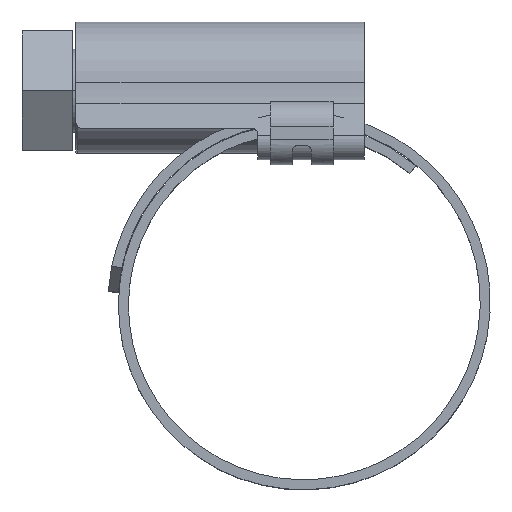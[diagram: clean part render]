
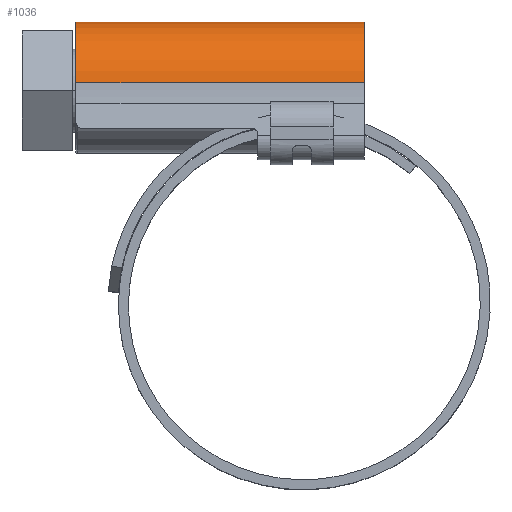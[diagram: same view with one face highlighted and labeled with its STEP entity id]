
A CAD part, top view. The second image highlights one B-rep face of the part: STEP entity #1036.
In plain terms, the highlighted cylindrical face has radius 5.5 mm (diameter 11 mm), a partial arc.
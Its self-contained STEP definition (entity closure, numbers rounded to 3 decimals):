
#46 = DIRECTION ( 'NONE',  ( 0., 0., 1. ) ) ;
#142 = VECTOR ( 'NONE', #1757, 1000. ) ;
#368 = LINE ( 'NONE', #1890, #797 ) ;
#375 = VERTEX_POINT ( 'NONE', #1903 ) ;
#409 = CYLINDRICAL_SURFACE ( 'NONE', #3068, 5.5 ) ;
#618 = DIRECTION ( 'NONE',  ( 1., 0., 0. ) ) ;
#648 = LINE ( 'NONE', #1233, #142 ) ;
#739 = CARTESIAN_POINT ( 'NONE',  ( 5., 17.61, -5.466 ) ) ;
#797 = VECTOR ( 'NONE', #3311, 1000. ) ;
#856 = AXIS2_PLACEMENT_3D ( 'NONE', #2849, #618, #46 ) ;
#861 = CIRCLE ( 'NONE', #1727, 5.5 ) ;
#970 = ORIENTED_EDGE ( 'NONE', *, *, #1673, .F. ) ;
#1011 = ORIENTED_EDGE ( 'NONE', *, *, #2513, .T. ) ;
#1036 = ADVANCED_FACE ( 'NONE', ( #1198 ), #409, .T. ) ;
#1146 = EDGE_CURVE ( 'NONE', #375, #2352, #648, .T. ) ;
#1198 = FACE_OUTER_BOUND ( 'NONE', #3491, .T. ) ;
#1233 = CARTESIAN_POINT ( 'NONE',  ( -18., 17.61, -5.466 ) ) ;
#1282 = CARTESIAN_POINT ( 'NONE',  ( 5., 17.61, 5.466 ) ) ;
#1402 = EDGE_CURVE ( 'NONE', #375, #1693, #1719, .T. ) ;
#1528 = DIRECTION ( 'NONE',  ( 1., 0., 0. ) ) ;
#1673 = EDGE_CURVE ( 'NONE', #2352, #3392, #861, .T. ) ;
#1693 = VERTEX_POINT ( 'NONE', #2583 ) ;
#1719 = CIRCLE ( 'NONE', #856, 5.5 ) ;
#1727 = AXIS2_PLACEMENT_3D ( 'NONE', #1787, #2913, #2303 ) ;
#1757 = DIRECTION ( 'NONE',  ( 1., 0., 0. ) ) ;
#1787 = CARTESIAN_POINT ( 'NONE',  ( 5., 17., 0. ) ) ;
#1890 = CARTESIAN_POINT ( 'NONE',  ( -18., 17.61, 5.466 ) ) ;
#1903 = CARTESIAN_POINT ( 'NONE',  ( -18., 17.61, -5.466 ) ) ;
#2062 = DIRECTION ( 'NONE',  ( 0., 0., -1. ) ) ;
#2303 = DIRECTION ( 'NONE',  ( 0., 0., -1. ) ) ;
#2352 = VERTEX_POINT ( 'NONE', #739 ) ;
#2442 = ORIENTED_EDGE ( 'NONE', *, *, #1146, .F. ) ;
#2513 = EDGE_CURVE ( 'NONE', #1693, #3392, #368, .T. ) ;
#2583 = CARTESIAN_POINT ( 'NONE',  ( -18., 17.61, 5.466 ) ) ;
#2849 = CARTESIAN_POINT ( 'NONE',  ( -18., 17., 0. ) ) ;
#2877 = CARTESIAN_POINT ( 'NONE',  ( -18., 17., 0. ) ) ;
#2913 = DIRECTION ( 'NONE',  ( 1., 0., 0. ) ) ;
#3068 = AXIS2_PLACEMENT_3D ( 'NONE', #2877, #1528, #2062 ) ;
#3311 = DIRECTION ( 'NONE',  ( 1., 0., 0. ) ) ;
#3392 = VERTEX_POINT ( 'NONE', #1282 ) ;
#3491 = EDGE_LOOP ( 'NONE', ( #970, #2442, #3587, #1011 ) ) ;
#3587 = ORIENTED_EDGE ( 'NONE', *, *, #1402, .T. ) ;
